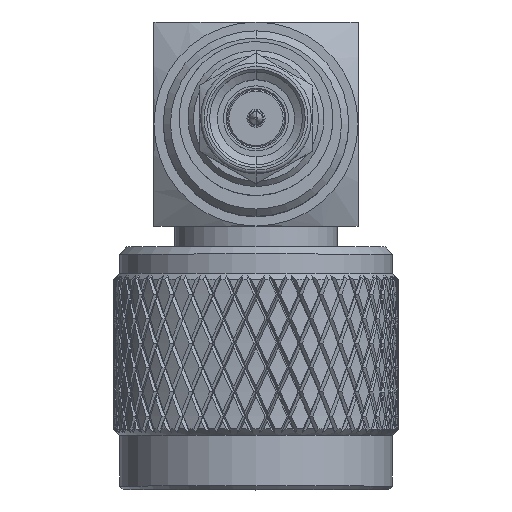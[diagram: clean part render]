
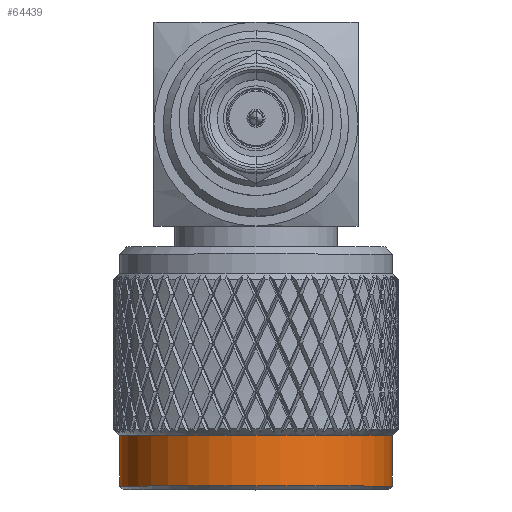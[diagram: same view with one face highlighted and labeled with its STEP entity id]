
A CAD part, top view. The second image highlights one B-rep face of the part: STEP entity #64439.
In plain terms, the highlighted cylindrical face has radius 9.563 mm (diameter 19.126 mm), a partial arc.
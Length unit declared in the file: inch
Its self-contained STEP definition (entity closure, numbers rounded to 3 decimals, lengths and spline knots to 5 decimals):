
#1429 = DIRECTION ( 'NONE',  ( -1., 0., 0. ) ) ;
#5089 = VERTEX_POINT ( 'NONE', #53164 ) ;
#8018 = DIRECTION ( 'NONE',  ( 0., 1., 0. ) ) ;
#9335 = FACE_OUTER_BOUND ( 'NONE', #19613, .T. ) ;
#9885 = CARTESIAN_POINT ( 'NONE',  ( 0.775, -0.3765, 0. ) ) ;
#16882 = VERTEX_POINT ( 'NONE', #53571 ) ;
#17839 = AXIS2_PLACEMENT_3D ( 'NONE', #51417, #46393, #68188 ) ;
#19613 = EDGE_LOOP ( 'NONE', ( #45828, #36700, #51412, #23619 ) ) ;
#20207 = LINE ( 'NONE', #9885, #42841 ) ;
#20651 = CARTESIAN_POINT ( 'NONE',  ( 0.775, 0.3765, 0. ) ) ;
#23548 = VERTEX_POINT ( 'NONE', #29219 ) ;
#23619 = ORIENTED_EDGE ( 'NONE', *, *, #63437, .F. ) ;
#27511 = VECTOR ( 'NONE', #69891, 39.37008 ) ;
#29219 = CARTESIAN_POINT ( 'NONE',  ( 0.15, 0.3765, 0. ) ) ;
#35654 = VERTEX_POINT ( 'NONE', #40861 ) ;
#36016 = CIRCLE ( 'NONE', #17839, 0.3765 ) ;
#36700 = ORIENTED_EDGE ( 'NONE', *, *, #40451, .T. ) ;
#37327 = EDGE_CURVE ( 'NONE', #35654, #23548, #39777, .T. ) ;
#39777 = CIRCLE ( 'NONE', #48454, 0.3765 ) ;
#40045 = CYLINDRICAL_SURFACE ( 'NONE', #65140, 0.3765 ) ;
#40451 = EDGE_CURVE ( 'NONE', #5089, #35654, #20207, .T. ) ;
#40861 = CARTESIAN_POINT ( 'NONE',  ( 0.15, -0.3765, 0. ) ) ;
#41028 = EDGE_CURVE ( 'NONE', #5089, #16882, #36016, .T. ) ;
#42841 = VECTOR ( 'NONE', #59082, 39.37008 ) ;
#44842 = DIRECTION ( 'NONE',  ( 0., 1., 0. ) ) ;
#45828 = ORIENTED_EDGE ( 'NONE', *, *, #41028, .F. ) ;
#46393 = DIRECTION ( 'NONE',  ( -1., 0., 0. ) ) ;
#48454 = AXIS2_PLACEMENT_3D ( 'NONE', #50226, #1429, #44842 ) ;
#50226 = CARTESIAN_POINT ( 'NONE',  ( 0.15, 0., 0. ) ) ;
#51412 = ORIENTED_EDGE ( 'NONE', *, *, #37327, .T. ) ;
#51417 = CARTESIAN_POINT ( 'NONE',  ( 0.01, 0., 0. ) ) ;
#53164 = CARTESIAN_POINT ( 'NONE',  ( 0.01, -0.3765, 0. ) ) ;
#53571 = CARTESIAN_POINT ( 'NONE',  ( 0.01, 0.3765, 0. ) ) ;
#56860 = DIRECTION ( 'NONE',  ( 1., 0., 0. ) ) ;
#59082 = DIRECTION ( 'NONE',  ( 1., 0., 0. ) ) ;
#62226 = CARTESIAN_POINT ( 'NONE',  ( 0.775, 0., 0. ) ) ;
#63437 = EDGE_CURVE ( 'NONE', #16882, #23548, #63457, .T. ) ;
#63457 = LINE ( 'NONE', #20651, #27511 ) ;
#64439 = ADVANCED_FACE ( 'NONE', ( #9335 ), #40045, .T. ) ;
#65140 = AXIS2_PLACEMENT_3D ( 'NONE', #62226, #56860, #8018 ) ;
#68188 = DIRECTION ( 'NONE',  ( 0., 1., 0. ) ) ;
#69891 = DIRECTION ( 'NONE',  ( 1., 0., 0. ) ) ;
